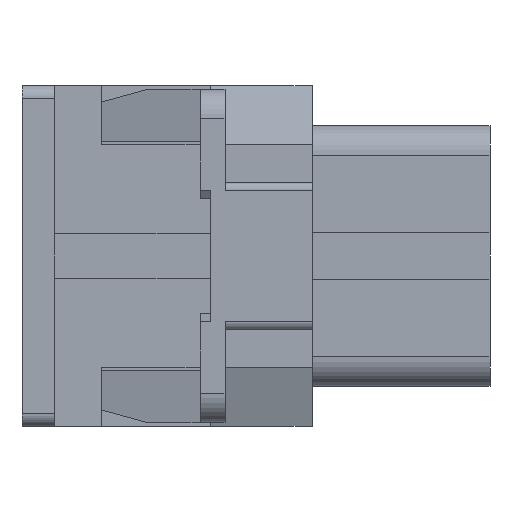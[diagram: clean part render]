
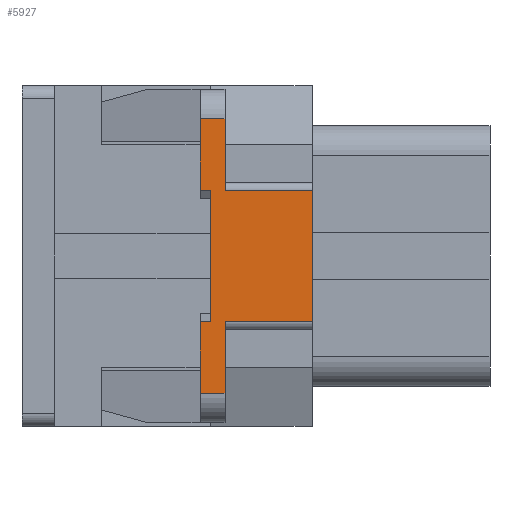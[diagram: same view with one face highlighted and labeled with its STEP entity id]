
A CAD part, left-side view. The second image highlights one B-rep face of the part: STEP entity #5927.
In plain terms, the highlighted planar face has unit normal (-1, 0, 0).
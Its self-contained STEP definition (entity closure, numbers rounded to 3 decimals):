
#282 = CARTESIAN_POINT ( 'NONE',  ( -27.69, 8., -4.45 ) ) ;
#329 = LINE ( 'NONE', #5151, #12385 ) ;
#461 = LINE ( 'NONE', #3345, #3407 ) ;
#552 = EDGE_CURVE ( 'NONE', #2552, #14279, #5475, .T. ) ;
#593 = VERTEX_POINT ( 'NONE', #3719 ) ;
#622 = VECTOR ( 'NONE', #4296, 1000. ) ;
#693 = DIRECTION ( 'NONE',  ( 0., 0., 1. ) ) ;
#733 = CARTESIAN_POINT ( 'NONE',  ( -27.69, 5.88, 9.25 ) ) ;
#777 = LINE ( 'NONE', #8897, #10351 ) ;
#970 = EDGE_CURVE ( 'NONE', #12394, #3231, #329, .T. ) ;
#1018 = DIRECTION ( 'NONE',  ( 0., 0., 1. ) ) ;
#1950 = EDGE_CURVE ( 'NONE', #15525, #593, #7315, .T. ) ;
#2127 = CARTESIAN_POINT ( 'NONE',  ( -27.69, 7.558, -9.25 ) ) ;
#2552 = VERTEX_POINT ( 'NONE', #6073 ) ;
#2868 = EDGE_CURVE ( 'NONE', #593, #3550, #6336, .T. ) ;
#3172 = PLANE ( 'NONE',  #11534 ) ;
#3225 = EDGE_CURVE ( 'NONE', #3356, #11767, #7503, .T. ) ;
#3231 = VERTEX_POINT ( 'NONE', #8410 ) ;
#3345 = CARTESIAN_POINT ( 'NONE',  ( -27.69, 7.558, -4.45 ) ) ;
#3356 = VERTEX_POINT ( 'NONE', #4802 ) ;
#3407 = VECTOR ( 'NONE', #7128, 1000. ) ;
#3550 = VERTEX_POINT ( 'NONE', #7758 ) ;
#3672 = VECTOR ( 'NONE', #7811, 1000. ) ;
#3719 = CARTESIAN_POINT ( 'NONE',  ( -27.69, 6.88, 4.45 ) ) ;
#4049 = CARTESIAN_POINT ( 'NONE',  ( -27.69, 7.558, 4.45 ) ) ;
#4064 = EDGE_CURVE ( 'NONE', #5525, #8249, #777, .T. ) ;
#4148 = ORIENTED_EDGE ( 'NONE', *, *, #8891, .F. ) ;
#4296 = DIRECTION ( 'NONE',  ( 0., -1., 0. ) ) ;
#4337 = DIRECTION ( 'NONE',  ( 0., -1., 0. ) ) ;
#4398 = CARTESIAN_POINT ( 'NONE',  ( -27.69, 7.558, 9.25 ) ) ;
#4442 = DIRECTION ( 'NONE',  ( -1., 0., 0. ) ) ;
#4802 = CARTESIAN_POINT ( 'NONE',  ( -27.69, 5.88, -9.25 ) ) ;
#4928 = ORIENTED_EDGE ( 'NONE', *, *, #1950, .T. ) ;
#4958 = LINE ( 'NONE', #6196, #14300 ) ;
#5025 = DIRECTION ( 'NONE',  ( 0., 0., -1. ) ) ;
#5110 = DIRECTION ( 'NONE',  ( 0., 0., 1. ) ) ;
#5151 = CARTESIAN_POINT ( 'NONE',  ( -27.69, 0., 4.45 ) ) ;
#5229 = CARTESIAN_POINT ( 'NONE',  ( -27.69, 7.558, -4.45 ) ) ;
#5475 = LINE ( 'NONE', #4398, #14765 ) ;
#5525 = VERTEX_POINT ( 'NONE', #6145 ) ;
#5533 = EDGE_CURVE ( 'NONE', #11248, #12394, #4958, .T. ) ;
#5573 = CARTESIAN_POINT ( 'NONE',  ( -27.69, 6.88, -11.5 ) ) ;
#5921 = DIRECTION ( 'NONE',  ( 0., -1., 0. ) ) ;
#5927 = ADVANCED_FACE ( 'NONE', ( #9060 ), #3172, .T. ) ;
#5999 = CARTESIAN_POINT ( 'NONE',  ( -27.69, 7.558, 4.45 ) ) ;
#6073 = CARTESIAN_POINT ( 'NONE',  ( -27.69, 7.558, 9.25 ) ) ;
#6145 = CARTESIAN_POINT ( 'NONE',  ( -27.69, 7.558, -9.25 ) ) ;
#6196 = CARTESIAN_POINT ( 'NONE',  ( -27.69, 8., 4.45 ) ) ;
#6336 = LINE ( 'NONE', #5573, #12487 ) ;
#6361 = VECTOR ( 'NONE', #5921, 1000. ) ;
#6775 = ORIENTED_EDGE ( 'NONE', *, *, #4064, .F. ) ;
#6813 = DIRECTION ( 'NONE',  ( 0., 0., -1. ) ) ;
#7097 = VECTOR ( 'NONE', #9612, 1000. ) ;
#7128 = DIRECTION ( 'NONE',  ( 0., -1., 0. ) ) ;
#7315 = LINE ( 'NONE', #4049, #622 ) ;
#7464 = DIRECTION ( 'NONE',  ( 0., -1., 0. ) ) ;
#7503 = LINE ( 'NONE', #10825, #7097 ) ;
#7758 = CARTESIAN_POINT ( 'NONE',  ( -27.69, 6.88, -4.45 ) ) ;
#7779 = VECTOR ( 'NONE', #1018, 1000. ) ;
#7811 = DIRECTION ( 'NONE',  ( 0., -1., 0. ) ) ;
#7827 = ORIENTED_EDGE ( 'NONE', *, *, #970, .F. ) ;
#8160 = LINE ( 'NONE', #5999, #7779 ) ;
#8249 = VERTEX_POINT ( 'NONE', #5229 ) ;
#8410 = CARTESIAN_POINT ( 'NONE',  ( -27.69, 0., -4.45 ) ) ;
#8537 = EDGE_CURVE ( 'NONE', #11248, #14279, #9916, .T. ) ;
#8591 = ORIENTED_EDGE ( 'NONE', *, *, #8537, .T. ) ;
#8891 = EDGE_CURVE ( 'NONE', #15525, #2552, #8160, .T. ) ;
#8897 = CARTESIAN_POINT ( 'NONE',  ( -27.69, 7.558, -4.45 ) ) ;
#9060 = FACE_OUTER_BOUND ( 'NONE', #11481, .T. ) ;
#9122 = EDGE_CURVE ( 'NONE', #11767, #3231, #9920, .T. ) ;
#9358 = CARTESIAN_POINT ( 'NONE',  ( -27.69, 8., 4.45 ) ) ;
#9612 = DIRECTION ( 'NONE',  ( 0., 0., 1. ) ) ;
#9673 = LINE ( 'NONE', #2127, #6361 ) ;
#9736 = CARTESIAN_POINT ( 'NONE',  ( -27.69, 0., 4.45 ) ) ;
#9916 = LINE ( 'NONE', #10670, #12744 ) ;
#9920 = LINE ( 'NONE', #282, #3672 ) ;
#9921 = CARTESIAN_POINT ( 'NONE',  ( -27.69, 7.558, 4.45 ) ) ;
#10351 = VECTOR ( 'NONE', #5110, 1000. ) ;
#10670 = CARTESIAN_POINT ( 'NONE',  ( -27.69, 5.88, 4.45 ) ) ;
#10825 = CARTESIAN_POINT ( 'NONE',  ( -27.69, 5.88, -4.45 ) ) ;
#11107 = EDGE_CURVE ( 'NONE', #8249, #3550, #461, .T. ) ;
#11123 = EDGE_CURVE ( 'NONE', #5525, #3356, #9673, .T. ) ;
#11248 = VERTEX_POINT ( 'NONE', #12324 ) ;
#11481 = EDGE_LOOP ( 'NONE', ( #15853, #14865, #6775, #13832, #12690, #12890, #7827, #13863, #8591, #13620, #4148, #4928 ) ) ;
#11534 = AXIS2_PLACEMENT_3D ( 'NONE', #9358, #4442, #13043 ) ;
#11767 = VERTEX_POINT ( 'NONE', #12132 ) ;
#12132 = CARTESIAN_POINT ( 'NONE',  ( -27.69, 5.88, -4.45 ) ) ;
#12324 = CARTESIAN_POINT ( 'NONE',  ( -27.69, 5.88, 4.45 ) ) ;
#12385 = VECTOR ( 'NONE', #5025, 1000. ) ;
#12394 = VERTEX_POINT ( 'NONE', #9736 ) ;
#12487 = VECTOR ( 'NONE', #6813, 1000. ) ;
#12690 = ORIENTED_EDGE ( 'NONE', *, *, #3225, .T. ) ;
#12744 = VECTOR ( 'NONE', #693, 1000. ) ;
#12890 = ORIENTED_EDGE ( 'NONE', *, *, #9122, .T. ) ;
#13043 = DIRECTION ( 'NONE',  ( 0., 0., 1. ) ) ;
#13620 = ORIENTED_EDGE ( 'NONE', *, *, #552, .F. ) ;
#13832 = ORIENTED_EDGE ( 'NONE', *, *, #11123, .T. ) ;
#13863 = ORIENTED_EDGE ( 'NONE', *, *, #5533, .F. ) ;
#14279 = VERTEX_POINT ( 'NONE', #733 ) ;
#14300 = VECTOR ( 'NONE', #7464, 1000. ) ;
#14765 = VECTOR ( 'NONE', #4337, 1000. ) ;
#14865 = ORIENTED_EDGE ( 'NONE', *, *, #11107, .F. ) ;
#15525 = VERTEX_POINT ( 'NONE', #9921 ) ;
#15853 = ORIENTED_EDGE ( 'NONE', *, *, #2868, .T. ) ;
